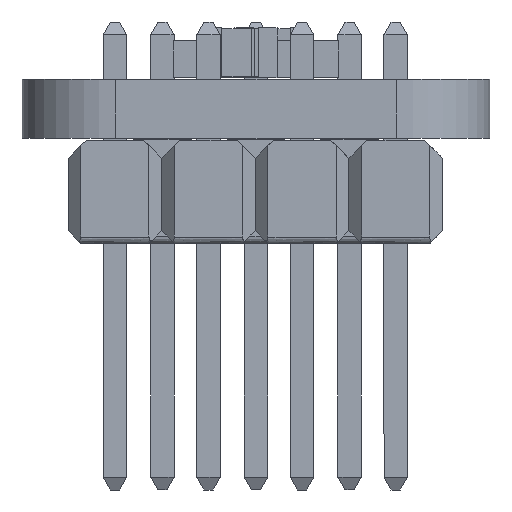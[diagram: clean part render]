
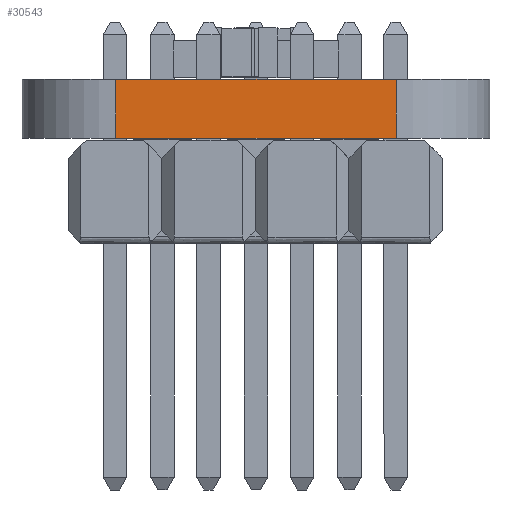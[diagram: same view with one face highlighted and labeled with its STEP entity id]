
A CAD part, front view. The second image highlights one B-rep face of the part: STEP entity #30543.
In plain terms, the highlighted planar face has unit normal (0, -1, 0).
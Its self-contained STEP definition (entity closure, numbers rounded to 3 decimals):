
#30360 = CYLINDRICAL_SURFACE('',#30361,2.54);
#30361 = AXIS2_PLACEMENT_3D('',#30362,#30363,#30364);
#30362 = CARTESIAN_POINT('',(92.71,-67.31,0.));
#30363 = DIRECTION('',(0.,0.,-1.));
#30364 = DIRECTION('',(1.,0.,0.));
#30385 = VERTEX_POINT('',#30386);
#30386 = CARTESIAN_POINT('',(92.71,-69.85,1.6));
#30401 = PLANE('',#30402);
#30402 = AXIS2_PLACEMENT_3D('',#30403,#30404,#30405);
#30403 = CARTESIAN_POINT('',(96.52,-62.23,1.6));
#30404 = DIRECTION('',(0.,0.,1.));
#30405 = DIRECTION('',(1.,0.,0.));
#30413 = EDGE_CURVE('',#30414,#30385,#30416,.T.);
#30414 = VERTEX_POINT('',#30415);
#30415 = CARTESIAN_POINT('',(92.71,-69.85,0.));
#30416 = SURFACE_CURVE('',#30417,(#30421,#30428),.PCURVE_S1.);
#30417 = LINE('',#30418,#30419);
#30418 = CARTESIAN_POINT('',(92.71,-69.85,0.));
#30419 = VECTOR('',#30420,1.);
#30420 = DIRECTION('',(0.,0.,1.));
#30421 = PCURVE('',#30360,#30422);
#30422 = DEFINITIONAL_REPRESENTATION('',(#30423),#30427);
#30423 = LINE('',#30424,#30425);
#30424 = CARTESIAN_POINT('',(-4.712,0.));
#30425 = VECTOR('',#30426,1.);
#30426 = DIRECTION('',(0.,-1.));
#30427 = ( GEOMETRIC_REPRESENTATION_CONTEXT(2) 
PARAMETRIC_REPRESENTATION_CONTEXT() REPRESENTATION_CONTEXT('2D SPACE',''
  ) );
#30428 = PCURVE('',#30429,#30434);
#30429 = PLANE('',#30430);
#30430 = AXIS2_PLACEMENT_3D('',#30431,#30432,#30433);
#30431 = CARTESIAN_POINT('',(92.71,-69.85,0.));
#30432 = DIRECTION('',(0.,1.,0.));
#30433 = DIRECTION('',(1.,0.,0.));
#30434 = DEFINITIONAL_REPRESENTATION('',(#30435),#30439);
#30435 = LINE('',#30436,#30437);
#30436 = CARTESIAN_POINT('',(0.,0.));
#30437 = VECTOR('',#30438,1.);
#30438 = DIRECTION('',(0.,-1.));
#30439 = ( GEOMETRIC_REPRESENTATION_CONTEXT(2) 
PARAMETRIC_REPRESENTATION_CONTEXT() REPRESENTATION_CONTEXT('2D SPACE',''
  ) );
#30456 = PLANE('',#30457);
#30457 = AXIS2_PLACEMENT_3D('',#30458,#30459,#30460);
#30458 = CARTESIAN_POINT('',(96.52,-62.23,0.));
#30459 = DIRECTION('',(0.,0.,1.));
#30460 = DIRECTION('',(1.,0.,0.));
#30543 = ADVANCED_FACE('',(#30544),#30429,.F.);
#30544 = FACE_BOUND('',#30545,.F.);
#30545 = EDGE_LOOP('',(#30546,#30547,#30570,#30598));
#30546 = ORIENTED_EDGE('',*,*,#30413,.T.);
#30547 = ORIENTED_EDGE('',*,*,#30548,.T.);
#30548 = EDGE_CURVE('',#30385,#30549,#30551,.T.);
#30549 = VERTEX_POINT('',#30550);
#30550 = CARTESIAN_POINT('',(100.33,-69.85,1.6));
#30551 = SURFACE_CURVE('',#30552,(#30556,#30563),.PCURVE_S1.);
#30552 = LINE('',#30553,#30554);
#30553 = CARTESIAN_POINT('',(92.71,-69.85,1.6));
#30554 = VECTOR('',#30555,1.);
#30555 = DIRECTION('',(1.,0.,0.));
#30556 = PCURVE('',#30429,#30557);
#30557 = DEFINITIONAL_REPRESENTATION('',(#30558),#30562);
#30558 = LINE('',#30559,#30560);
#30559 = CARTESIAN_POINT('',(0.,-1.6));
#30560 = VECTOR('',#30561,1.);
#30561 = DIRECTION('',(1.,0.));
#30562 = ( GEOMETRIC_REPRESENTATION_CONTEXT(2) 
PARAMETRIC_REPRESENTATION_CONTEXT() REPRESENTATION_CONTEXT('2D SPACE',''
  ) );
#30563 = PCURVE('',#30401,#30564);
#30564 = DEFINITIONAL_REPRESENTATION('',(#30565),#30569);
#30565 = LINE('',#30566,#30567);
#30566 = CARTESIAN_POINT('',(-3.81,-7.62));
#30567 = VECTOR('',#30568,1.);
#30568 = DIRECTION('',(1.,0.));
#30569 = ( GEOMETRIC_REPRESENTATION_CONTEXT(2) 
PARAMETRIC_REPRESENTATION_CONTEXT() REPRESENTATION_CONTEXT('2D SPACE',''
  ) );
#30570 = ORIENTED_EDGE('',*,*,#30571,.F.);
#30571 = EDGE_CURVE('',#30572,#30549,#30574,.T.);
#30572 = VERTEX_POINT('',#30573);
#30573 = CARTESIAN_POINT('',(100.33,-69.85,0.));
#30574 = SURFACE_CURVE('',#30575,(#30579,#30586),.PCURVE_S1.);
#30575 = LINE('',#30576,#30577);
#30576 = CARTESIAN_POINT('',(100.33,-69.85,0.));
#30577 = VECTOR('',#30578,1.);
#30578 = DIRECTION('',(0.,0.,1.));
#30579 = PCURVE('',#30429,#30580);
#30580 = DEFINITIONAL_REPRESENTATION('',(#30581),#30585);
#30581 = LINE('',#30582,#30583);
#30582 = CARTESIAN_POINT('',(7.62,0.));
#30583 = VECTOR('',#30584,1.);
#30584 = DIRECTION('',(0.,-1.));
#30585 = ( GEOMETRIC_REPRESENTATION_CONTEXT(2) 
PARAMETRIC_REPRESENTATION_CONTEXT() REPRESENTATION_CONTEXT('2D SPACE',''
  ) );
#30586 = PCURVE('',#30587,#30592);
#30587 = CYLINDRICAL_SURFACE('',#30588,2.54);
#30588 = AXIS2_PLACEMENT_3D('',#30589,#30590,#30591);
#30589 = CARTESIAN_POINT('',(100.33,-67.31,0.));
#30590 = DIRECTION('',(0.,0.,-1.));
#30591 = DIRECTION('',(1.,0.,0.));
#30592 = DEFINITIONAL_REPRESENTATION('',(#30593),#30597);
#30593 = LINE('',#30594,#30595);
#30594 = CARTESIAN_POINT('',(-4.712,0.));
#30595 = VECTOR('',#30596,1.);
#30596 = DIRECTION('',(0.,-1.));
#30597 = ( GEOMETRIC_REPRESENTATION_CONTEXT(2) 
PARAMETRIC_REPRESENTATION_CONTEXT() REPRESENTATION_CONTEXT('2D SPACE',''
  ) );
#30598 = ORIENTED_EDGE('',*,*,#30599,.F.);
#30599 = EDGE_CURVE('',#30414,#30572,#30600,.T.);
#30600 = SURFACE_CURVE('',#30601,(#30605,#30612),.PCURVE_S1.);
#30601 = LINE('',#30602,#30603);
#30602 = CARTESIAN_POINT('',(92.71,-69.85,0.));
#30603 = VECTOR('',#30604,1.);
#30604 = DIRECTION('',(1.,0.,0.));
#30605 = PCURVE('',#30429,#30606);
#30606 = DEFINITIONAL_REPRESENTATION('',(#30607),#30611);
#30607 = LINE('',#30608,#30609);
#30608 = CARTESIAN_POINT('',(0.,0.));
#30609 = VECTOR('',#30610,1.);
#30610 = DIRECTION('',(1.,0.));
#30611 = ( GEOMETRIC_REPRESENTATION_CONTEXT(2) 
PARAMETRIC_REPRESENTATION_CONTEXT() REPRESENTATION_CONTEXT('2D SPACE',''
  ) );
#30612 = PCURVE('',#30456,#30613);
#30613 = DEFINITIONAL_REPRESENTATION('',(#30614),#30618);
#30614 = LINE('',#30615,#30616);
#30615 = CARTESIAN_POINT('',(-3.81,-7.62));
#30616 = VECTOR('',#30617,1.);
#30617 = DIRECTION('',(1.,0.));
#30618 = ( GEOMETRIC_REPRESENTATION_CONTEXT(2) 
PARAMETRIC_REPRESENTATION_CONTEXT() REPRESENTATION_CONTEXT('2D SPACE',''
  ) );
